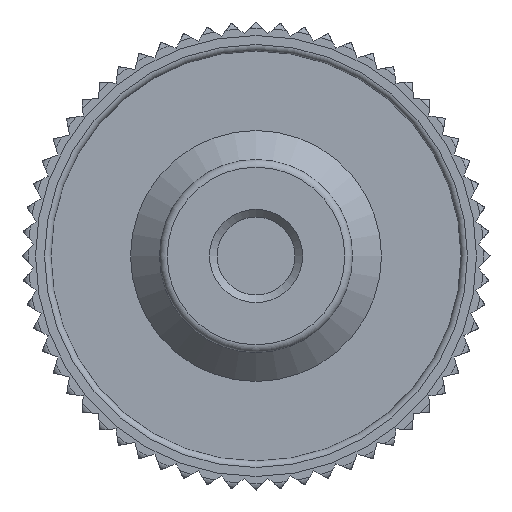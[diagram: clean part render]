
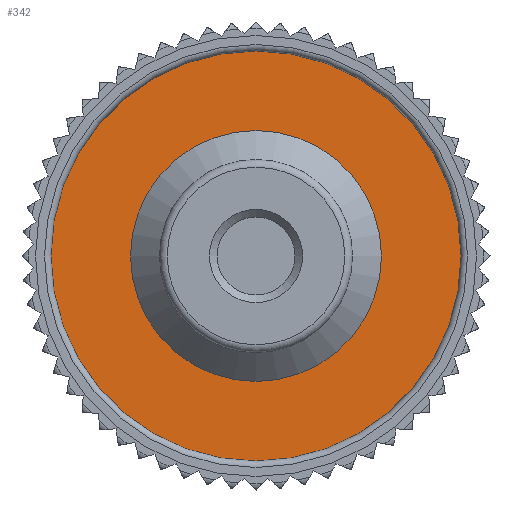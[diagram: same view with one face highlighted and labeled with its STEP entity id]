
A CAD part, front view. The second image highlights one B-rep face of the part: STEP entity #342.
In plain terms, the highlighted planar face has unit normal (0, -1, 0).
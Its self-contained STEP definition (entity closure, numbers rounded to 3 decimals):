
#342 = ADVANCED_FACE( '', ( #930, #931 ), #932, .F. );
#930 = FACE_BOUND( '', #1777, .T. );
#931 = FACE_OUTER_BOUND( '', #1778, .T. );
#932 = PLANE( '', #1779 );
#1777 = EDGE_LOOP( '', ( #2919 ) );
#1778 = EDGE_LOOP( '', ( #2920 ) );
#1779 = AXIS2_PLACEMENT_3D( '', #2921, #2922, #2923 );
#2919 = ORIENTED_EDGE( '', *, *, #5164, .F. );
#2920 = ORIENTED_EDGE( '', *, *, #5442, .T. );
#2921 = CARTESIAN_POINT( '', ( 17.525, 28.46, 0. ) );
#2922 = DIRECTION( '', ( 0., 1., 0. ) );
#2923 = DIRECTION( '', ( 0., 0., 1. ) );
#5164 = EDGE_CURVE( '', #6204, #6204, #6205, .T. );
#5442 = EDGE_CURVE( '', #6723, #6723, #6724, .T. );
#6204 = VERTEX_POINT( '', #7784 );
#6205 = CIRCLE( '', #7785, 10.725 );
#6723 = VERTEX_POINT( '', #8856 );
#6724 = CIRCLE( '', #8857, 17.525 );
#7784 = CARTESIAN_POINT( '', ( 0., 28.46, -10.725 ) );
#7785 = AXIS2_PLACEMENT_3D( '', #11722, #11723, #11724 );
#8856 = CARTESIAN_POINT( '', ( 0., 28.46, -17.525 ) );
#8857 = AXIS2_PLACEMENT_3D( '', #12084, #12085, #12086 );
#11722 = CARTESIAN_POINT( '', ( 0., 28.46, 0. ) );
#11723 = DIRECTION( '', ( 0., -1., 0. ) );
#11724 = DIRECTION( '', ( 0., 0., -1. ) );
#12084 = CARTESIAN_POINT( '', ( 0., 28.46, 0. ) );
#12085 = DIRECTION( '', ( 0., -1., 0. ) );
#12086 = DIRECTION( '', ( 0., 0., -1. ) );
